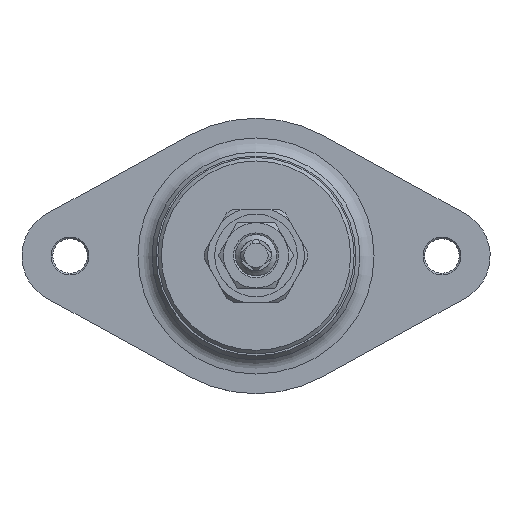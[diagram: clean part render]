
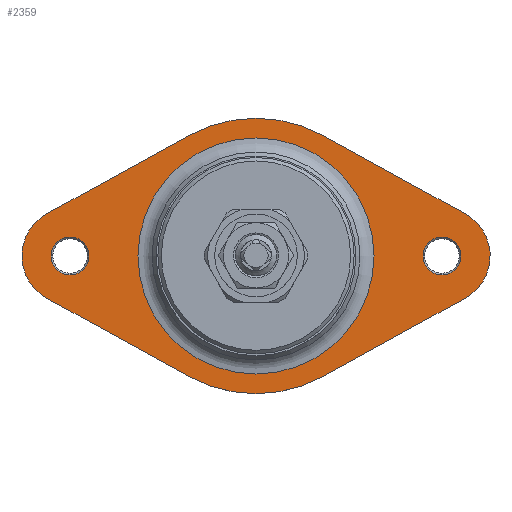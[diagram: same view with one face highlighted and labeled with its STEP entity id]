
A CAD part, top view. The second image highlights one B-rep face of the part: STEP entity #2359.
In plain terms, the highlighted face is planar.
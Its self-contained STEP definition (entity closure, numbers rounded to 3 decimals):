
#82=PLANE('',#2544);
#145=LINE('',#3531,#215);
#150=LINE('',#3549,#220);
#153=LINE('',#3555,#223);
#158=LINE('',#3573,#228);
#215=VECTOR('',#2881,1000.);
#220=VECTOR('',#2898,1000.);
#223=VECTOR('',#2903,1000.);
#228=VECTOR('',#2920,1000.);
#630=ORIENTED_EDGE('',*,*,#924,.F.);
#631=ORIENTED_EDGE('',*,*,#926,.T.);
#632=ORIENTED_EDGE('',*,*,#902,.F.);
#633=ORIENTED_EDGE('',*,*,#907,.F.);
#634=ORIENTED_EDGE('',*,*,#910,.F.);
#635=ORIENTED_EDGE('',*,*,#927,.T.);
#636=ORIENTED_EDGE('',*,*,#913,.F.);
#637=ORIENTED_EDGE('',*,*,#918,.F.);
#638=ORIENTED_EDGE('',*,*,#921,.F.);
#639=ORIENTED_EDGE('',*,*,#898,.F.);
#640=ORIENTED_EDGE('',*,*,#900,.F.);
#898=EDGE_CURVE('',#1072,#1072,#1188,.T.);
#900=EDGE_CURVE('',#1074,#1074,#1190,.T.);
#902=EDGE_CURVE('',#1076,#1077,#145,.T.);
#907=EDGE_CURVE('',#1081,#1076,#1193,.T.);
#910=EDGE_CURVE('',#1083,#1081,#150,.T.);
#913=EDGE_CURVE('',#1085,#1086,#153,.T.);
#918=EDGE_CURVE('',#1090,#1085,#1196,.T.);
#921=EDGE_CURVE('',#1092,#1090,#158,.T.);
#924=EDGE_CURVE('',#1094,#1094,#1198,.T.);
#926=EDGE_CURVE('',#1092,#1077,#1200,.T.);
#927=EDGE_CURVE('',#1083,#1086,#1201,.T.);
#1072=VERTEX_POINT('',#3522);
#1074=VERTEX_POINT('',#3527);
#1076=VERTEX_POINT('',#3532);
#1077=VERTEX_POINT('',#3533);
#1081=VERTEX_POINT('',#3544);
#1083=VERTEX_POINT('',#3550);
#1085=VERTEX_POINT('',#3556);
#1086=VERTEX_POINT('',#3557);
#1090=VERTEX_POINT('',#3568);
#1092=VERTEX_POINT('',#3574);
#1094=VERTEX_POINT('',#3580);
#1188=CIRCLE('',#2521,5.5);
#1190=CIRCLE('',#2524,5.5);
#1193=CIRCLE('',#2530,14.);
#1196=CIRCLE('',#2537,14.);
#1198=CIRCLE('',#2541,34.277);
#1200=CIRCLE('',#2545,40.);
#1201=CIRCLE('',#2546,40.);
#1314=EDGE_LOOP('',(#630));
#1315=EDGE_LOOP('',(#631,#632,#633,#634,#635,#636,#637,#638));
#1316=EDGE_LOOP('',(#639));
#1317=EDGE_LOOP('',(#640));
#1468=FACE_BOUND('',#1314,.T.);
#1469=FACE_BOUND('',#1315,.T.);
#1470=FACE_BOUND('',#1316,.T.);
#1471=FACE_BOUND('',#1317,.T.);
#2359=ADVANCED_FACE('',(#1468,#1469,#1470,#1471),#82,.T.);
#2521=AXIS2_PLACEMENT_3D('',#3521,#2869,#2870);
#2524=AXIS2_PLACEMENT_3D('',#3526,#2875,#2876);
#2530=AXIS2_PLACEMENT_3D('',#3543,#2891,#2892);
#2537=AXIS2_PLACEMENT_3D('',#3567,#2913,#2914);
#2541=AXIS2_PLACEMENT_3D('',#3579,#2925,#2926);
#2544=AXIS2_PLACEMENT_3D('',#3584,#2931,#2932);
#2545=AXIS2_PLACEMENT_3D('',#3585,#2933,#2934);
#2546=AXIS2_PLACEMENT_3D('',#3586,#2935,#2936);
#2869=DIRECTION('',(0.,0.,-1.));
#2870=DIRECTION('',(-1.,0.,0.));
#2875=DIRECTION('',(0.,0.,-1.));
#2876=DIRECTION('',(-1.,0.,0.));
#2881=DIRECTION('',(0.876,-0.481,0.));
#2891=DIRECTION('',(0.,0.,1.));
#2892=DIRECTION('',(0.,-1.,0.));
#2898=DIRECTION('',(-0.876,-0.481,0.));
#2903=DIRECTION('',(-0.876,0.481,0.));
#2913=DIRECTION('',(0.,0.,1.));
#2914=DIRECTION('',(0.,-1.,0.));
#2920=DIRECTION('',(0.876,0.481,0.));
#2925=DIRECTION('',(0.,0.,-1.));
#2926=DIRECTION('',(-1.,0.,0.));
#2931=DIRECTION('',(0.,0.,-1.));
#2932=DIRECTION('',(-1.,0.,0.));
#2933=DIRECTION('',(0.,0.,-1.));
#2934=DIRECTION('',(1.,0.,0.));
#2935=DIRECTION('',(0.,0.,-1.));
#2936=DIRECTION('',(1.,0.,0.));
#3521=CARTESIAN_POINT('',(-54.,0.,0.));
#3522=CARTESIAN_POINT('',(-59.5,0.,0.));
#3526=CARTESIAN_POINT('',(54.,0.,0.));
#3527=CARTESIAN_POINT('',(48.5,0.,0.));
#3531=CARTESIAN_POINT('',(-60.741,-12.27,0.));
#3532=CARTESIAN_POINT('',(-60.741,-12.27,0.));
#3533=CARTESIAN_POINT('',(-19.259,-35.058,0.));
#3543=CARTESIAN_POINT('',(-54.,0.,0.));
#3544=CARTESIAN_POINT('',(-60.741,12.27,0.));
#3549=CARTESIAN_POINT('',(-19.259,35.058,0.));
#3550=CARTESIAN_POINT('',(-19.259,35.058,0.));
#3555=CARTESIAN_POINT('',(60.741,12.27,0.));
#3556=CARTESIAN_POINT('',(60.741,12.27,0.));
#3557=CARTESIAN_POINT('',(19.259,35.058,0.));
#3567=CARTESIAN_POINT('',(54.,0.,0.));
#3568=CARTESIAN_POINT('',(60.741,-12.27,0.));
#3573=CARTESIAN_POINT('',(19.259,-35.058,0.));
#3574=CARTESIAN_POINT('',(19.259,-35.058,0.));
#3579=CARTESIAN_POINT('',(0.,0.,0.));
#3580=CARTESIAN_POINT('',(-34.277,0.,0.));
#3584=CARTESIAN_POINT('',(0.,0.,0.));
#3585=CARTESIAN_POINT('',(0.,0.,0.));
#3586=CARTESIAN_POINT('',(0.,0.,0.));
